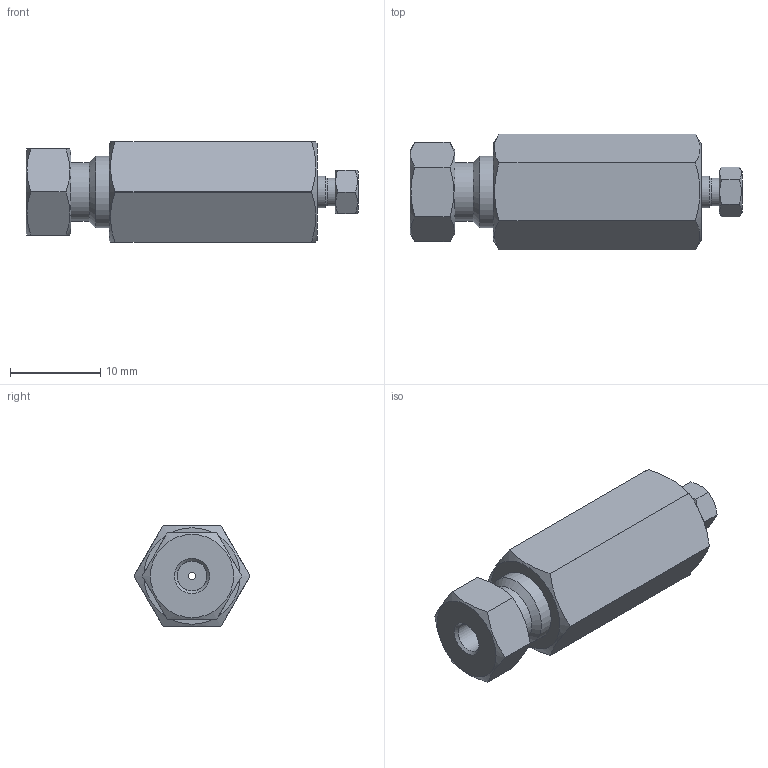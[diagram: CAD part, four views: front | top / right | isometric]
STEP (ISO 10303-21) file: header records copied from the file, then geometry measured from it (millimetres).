
FILE_DESCRIPTION((''),'2;1');
FILE_NAME('305108-ZRU2.5T Internal reducing union.stp','2013-08-23T11:58:28',('Franzp'),(''),'Autodesk Inventor 2013','Autodesk Inventor 2013','');
FILE_SCHEMA(('AUTOMOTIVE_DESIGN { 1 0 10303 214 1 1 1 1 }'));
Length unit declared in the file: millimetre
Products named in the file (1): 305108_Shrinkwrap_1
Bounding box: 36.74 x 12.83 x 11.11 mm (x, y, z)
Surface area: 1820.5 mm2 (no closed solid volume)
Topology: 0 solids, 6 shells, 43 faces, 123 edges, 80 vertices
Faces by surface type: plane 24, cone 13, cylinder 6
Full cylindrical faces by diameter (mm): 1.575 x1, 3.073 x1, 3.3 x1, 3.505 x1, 6.477 x1, 7.938 x1
Entity records: 1320 total; most frequent: CARTESIAN_POINT 292, DIRECTION 192, ORIENTED_EDGE 164, EDGE_CURVE 100, AXIS2_PLACEMENT_3D 84, VERTEX_POINT 76, EDGE_LOOP 68, FACE_OUTER_BOUND 43
